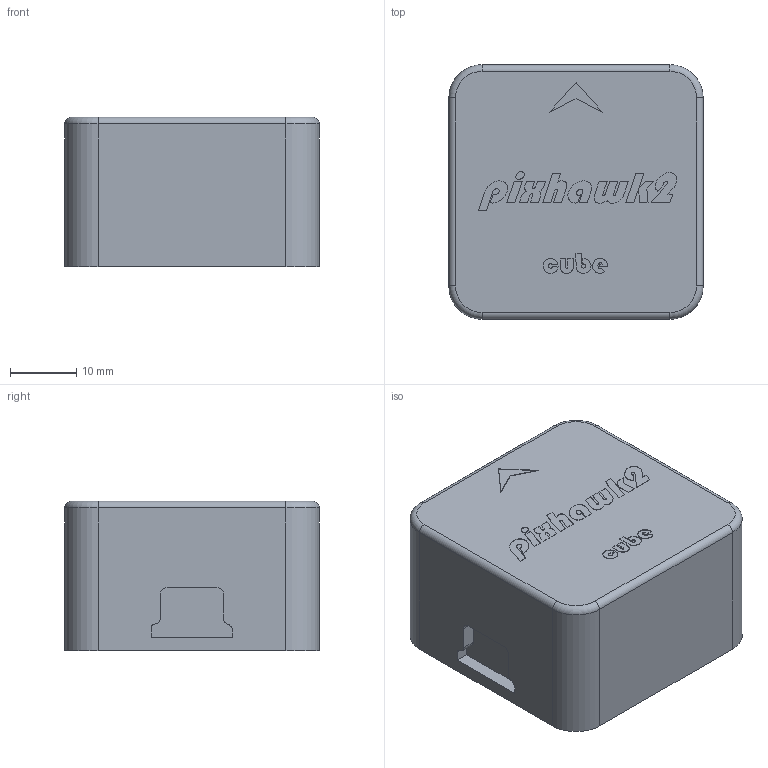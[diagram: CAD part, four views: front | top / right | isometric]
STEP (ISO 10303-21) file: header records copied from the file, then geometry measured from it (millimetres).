
FILE_DESCRIPTION(/* description */ ('Unknown'),/* implementation_level */ '2;1');
FILE_NAME(/* name */ 'Pixhawk_2-Cube',/* time_stamp */ '2017-08-01T14:50:12+02:00',/* author */ ('Unknown'),/* organization */ ('Unknown'),/* preprocessor_version */ 'ST-DEVELOPER v16',/* originating_system */ 'DEX',/* authorisation */ $);
FILE_SCHEMA (('AUTOMOTIVE_DESIGN {1 0 10303 214 3 1 1}'));
Length unit declared in the file: millimetre
Products named in the file (1): Pixhawk_2-Cube
Bounding box: 38.3 x 38.3 x 22.5 mm (x, y, z)
Volume: 31886.9 mm3; surface area: 6200.5 mm2
Topology: 1 solids, 1 shells, 129 faces, 325 edges, 214 vertices
Faces by surface type: plane 79, bspline 27, cylinder 19, torus 4
Entity records: 7349 total; most frequent: CARTESIAN_POINT 3467, ORIENTED_EDGE 648, DIRECTION 518, EDGE_CURVE 324, LINE 228, VECTOR 228, VERTEX_POINT 214, EDGE_LOOP 146
